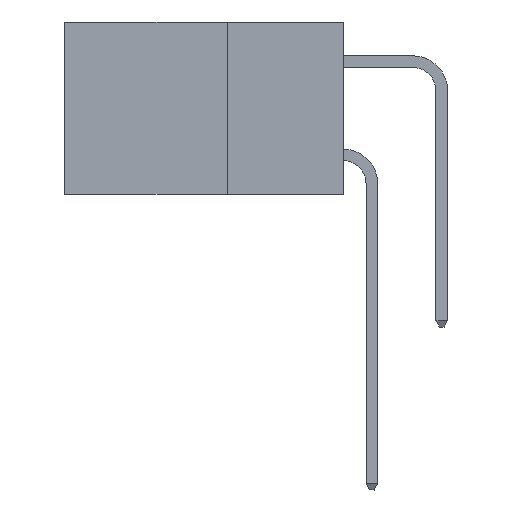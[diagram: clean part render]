
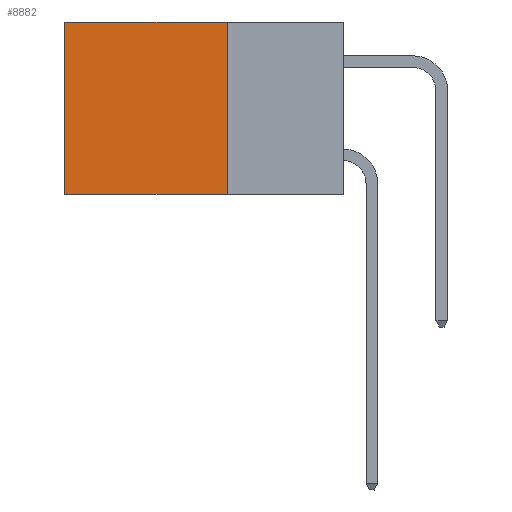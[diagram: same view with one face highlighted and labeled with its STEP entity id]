
A CAD part, left-side view. The second image highlights one B-rep face of the part: STEP entity #8882.
In plain terms, the highlighted planar face has unit normal (-1, 0, 0).
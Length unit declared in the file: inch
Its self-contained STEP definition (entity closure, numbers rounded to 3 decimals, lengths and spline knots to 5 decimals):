
#103 = PLANE ( 'NONE',  #14189 ) ;
#123 = VERTEX_POINT ( 'NONE', #1821 ) ;
#457 = LINE ( 'NONE', #7012, #15208 ) ;
#1821 = CARTESIAN_POINT ( 'NONE',  ( 0.298, 0.6, -0.37 ) ) ;
#2403 = VECTOR ( 'NONE', #4924, 39.37008 ) ;
#2524 = EDGE_CURVE ( 'NONE', #9586, #123, #457, .T. ) ;
#2698 = CARTESIAN_POINT ( 'NONE',  ( 0.298, 0.25, 0. ) ) ;
#2897 = DIRECTION ( 'NONE',  ( 0., 1., 0. ) ) ;
#2947 = DIRECTION ( 'NONE',  ( 0., 0., -1. ) ) ;
#3112 = ORIENTED_EDGE ( 'NONE', *, *, #2524, .T. ) ;
#4695 = EDGE_CURVE ( 'NONE', #15502, #15742, #9185, .T. ) ;
#4698 = ORIENTED_EDGE ( 'NONE', *, *, #4695, .F. ) ;
#4760 = LINE ( 'NONE', #2698, #8440 ) ;
#4902 = FACE_OUTER_BOUND ( 'NONE', #17754, .T. ) ;
#4924 = DIRECTION ( 'NONE',  ( 0., 1., 0. ) ) ;
#6148 = LINE ( 'NONE', #9009, #2403 ) ;
#6218 = EDGE_CURVE ( 'NONE', #15502, #9586, #4760, .T. ) ;
#6285 = CARTESIAN_POINT ( 'NONE',  ( 0.298, 0.25, 0. ) ) ;
#6806 = DIRECTION ( 'NONE',  ( 0., 0., -1. ) ) ;
#6924 = DIRECTION ( 'NONE',  ( 0., 0., -1. ) ) ;
#7012 = CARTESIAN_POINT ( 'NONE',  ( 0.298, 0.6, 0. ) ) ;
#8440 = VECTOR ( 'NONE', #2897, 39.37008 ) ;
#8882 = ADVANCED_FACE ( 'NONE', ( #4902 ), #103, .F. ) ;
#9009 = CARTESIAN_POINT ( 'NONE',  ( 0.298, 0.25, -0.37 ) ) ;
#9185 = LINE ( 'NONE', #6285, #16010 ) ;
#9586 = VERTEX_POINT ( 'NONE', #17034 ) ;
#9945 = CARTESIAN_POINT ( 'NONE',  ( 0.298, 0.25, 0. ) ) ;
#11425 = DIRECTION ( 'NONE',  ( 1., 0., 0. ) ) ;
#11627 = ORIENTED_EDGE ( 'NONE', *, *, #14768, .F. ) ;
#12492 = CARTESIAN_POINT ( 'NONE',  ( 0.298, 0.25, 0. ) ) ;
#14189 = AXIS2_PLACEMENT_3D ( 'NONE', #9945, #11425, #2947 ) ;
#14768 = EDGE_CURVE ( 'NONE', #15742, #123, #6148, .T. ) ;
#15208 = VECTOR ( 'NONE', #6924, 39.37008 ) ;
#15502 = VERTEX_POINT ( 'NONE', #12492 ) ;
#15742 = VERTEX_POINT ( 'NONE', #15850 ) ;
#15850 = CARTESIAN_POINT ( 'NONE',  ( 0.298, 0.25, -0.37 ) ) ;
#16010 = VECTOR ( 'NONE', #6806, 39.37008 ) ;
#17034 = CARTESIAN_POINT ( 'NONE',  ( 0.298, 0.6, 0. ) ) ;
#17124 = ORIENTED_EDGE ( 'NONE', *, *, #6218, .T. ) ;
#17754 = EDGE_LOOP ( 'NONE', ( #3112, #11627, #4698, #17124 ) ) ;
